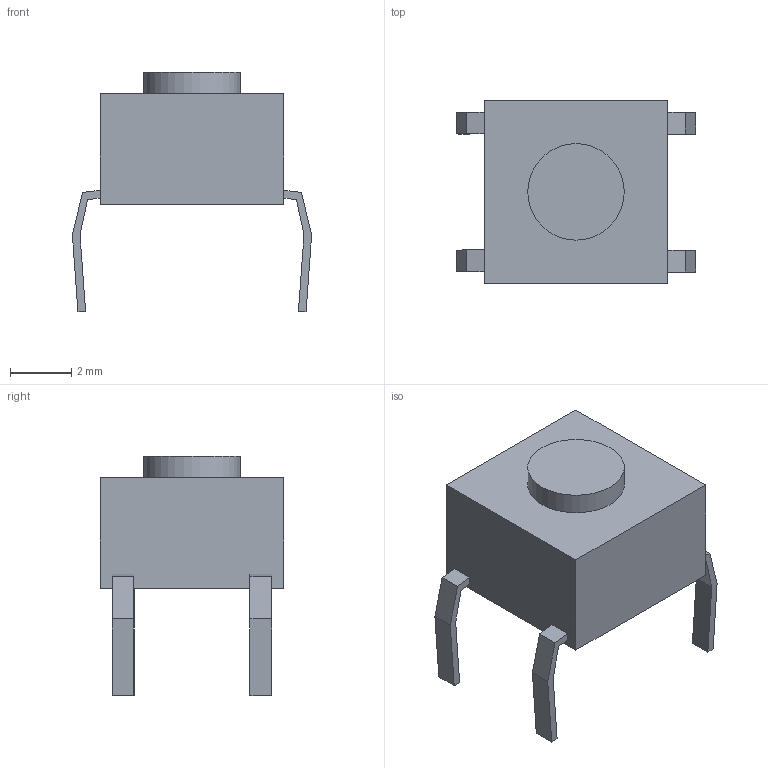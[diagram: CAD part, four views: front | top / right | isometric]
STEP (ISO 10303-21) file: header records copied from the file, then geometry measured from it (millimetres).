
FILE_DESCRIPTION(('FreeCAD Model'),'2;1');
FILE_NAME( '1825910-6.step', '2018-11-30T09:25:35',('Author'),(''), 'Open CASCADE STEP processor 6.9','FreeCAD','Unknown');
FILE_SCHEMA(('AUTOMOTIVE_DESIGN_CC2 { 1 2 10303 214 -1 1 5 4 }'));
Length unit declared in the file: millimetre
Products named in the file (4): Cube; Cylinder; Array001; Array
Bounding box: 7.81 x 5.99 x 7.82 mm (x, y, z)
Volume: 138 mm3; surface area: 215 mm2
Topology: 6 solids, 6 shells, 49 faces, 111 edges, 74 vertices
Faces by surface type: plane 48, cylinder 1
Full cylindrical faces by diameter (mm): 3.15 x1
Entity records: 2926 total; most frequent: CARTESIAN_POINT 457, DIRECTION 435, LINE 329, VECTOR 329, ORIENTED_EDGE 222, PCURVE 222, DEFINITIONAL_REPRESENTATION 222, EDGE_CURVE 111
